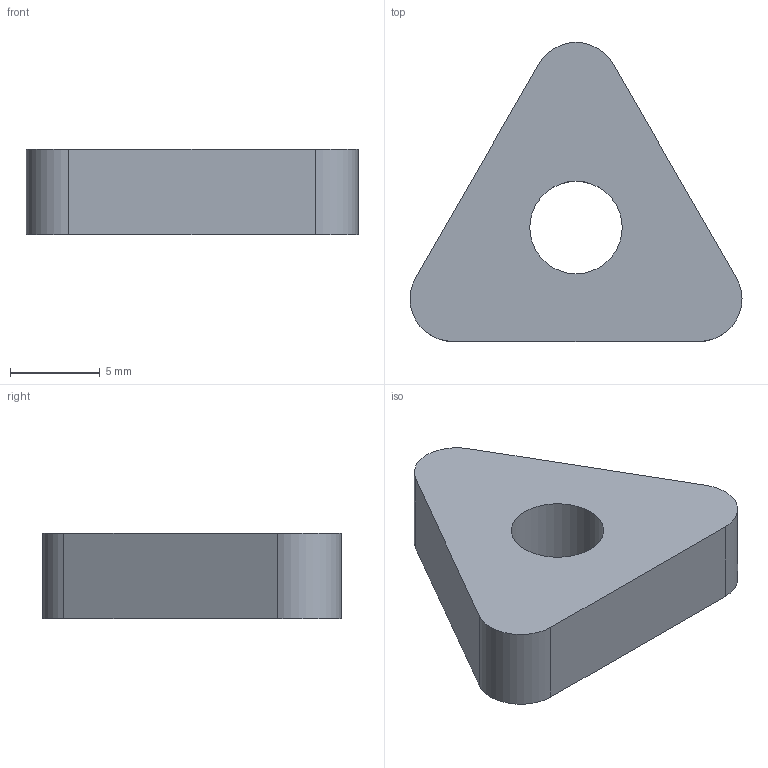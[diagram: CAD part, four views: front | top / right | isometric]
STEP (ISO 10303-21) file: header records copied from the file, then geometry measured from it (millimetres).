
FILE_DESCRIPTION(/* description */ (''),/* implementation_level */ '2;1');
FILE_NAME(/* name */ 'TNMG220424.stp',/* time_stamp */ '2017-03-21T10:54:40',/* author */ ('Sandvik Coromant R&D'),/* organization */ ('Sandvik Machining Solutions'),/* preprocessor_version */ 'ST-DEVELOPER v15',/* originating_system */ 'SIEMENS PLM Software NX v8.5.3.3(64 bits)',/* authorization */ '');
FILE_SCHEMA(('AUTOMOTIVE_DESIGN'));
Length unit declared in the file: millimetre
Products named in the file (1): IsoTurningInsert
Bounding box: 18.51 x 16.67 x 4.76 mm (x, y, z)
Volume: 842.9 mm3; surface area: 698.8 mm2
Topology: 1 solids, 1 shells, 9 faces, 22 edges, 15 vertices
Faces by surface type: plane 5, cylinder 4
Full cylindrical faces by diameter (mm): 5.156 x1
Entity records: 339 total; most frequent: CARTESIAN_POINT 65, DIRECTION 52, ORIENTED_EDGE 40, EDGE_CURVE 20, AXIS2_PLACEMENT_3D 20, VERTEX_POINT 14, LINE 12, VECTOR 12
